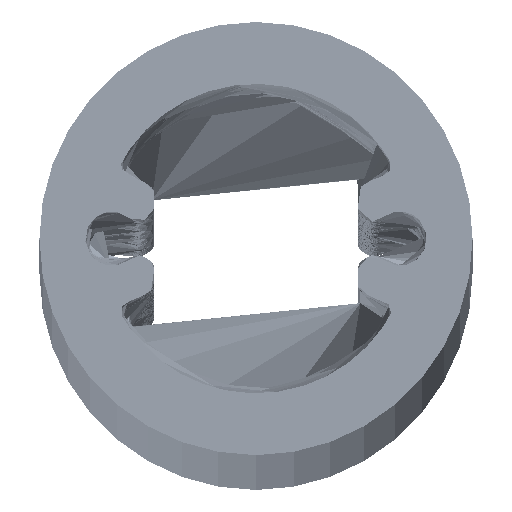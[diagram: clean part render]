
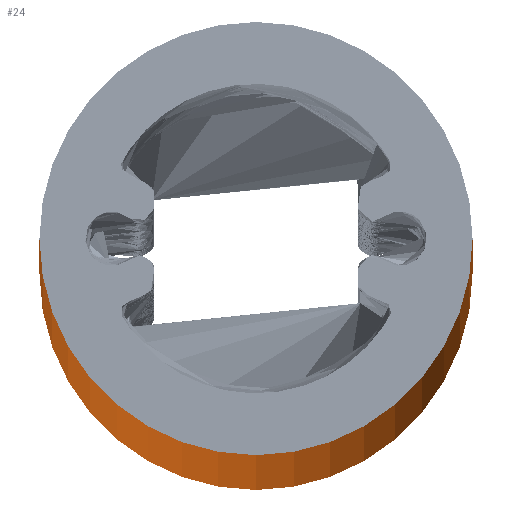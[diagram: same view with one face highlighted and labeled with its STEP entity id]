
A CAD part, top view. The second image highlights one B-rep face of the part: STEP entity #24.
In plain terms, the highlighted cylindrical face has radius 10.85 mm (diameter 21.7 mm), a partial arc.
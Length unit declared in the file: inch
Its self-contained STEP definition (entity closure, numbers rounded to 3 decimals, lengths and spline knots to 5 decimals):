
#10 = LINE ( 'NONE', #17, #700 ) ;
#17 = CARTESIAN_POINT ( 'NONE',  ( 0.42717, 0., 3.93701 ) ) ;
#24 = ADVANCED_FACE ( 'NONE', ( #319 ), #718, .T. ) ;
#42 = EDGE_CURVE ( 'NONE', #333, #263, #10, .T. ) ;
#55 = AXIS2_PLACEMENT_3D ( 'NONE', #787, #578, #384 ) ;
#84 = LINE ( 'NONE', #580, #551 ) ;
#192 = EDGE_LOOP ( 'NONE', ( #218, #851, #511, #231 ) ) ;
#202 = CIRCLE ( 'NONE', #568, 0.42717 ) ;
#218 = ORIENTED_EDGE ( 'NONE', *, *, #42, .F. ) ;
#231 = ORIENTED_EDGE ( 'NONE', *, *, #386, .T. ) ;
#263 = VERTEX_POINT ( 'NONE', #850 ) ;
#268 = DIRECTION ( 'NONE',  ( 0., 0., -1. ) ) ;
#272 = CARTESIAN_POINT ( 'NONE',  ( -0.42717, 0., 39.37008 ) ) ;
#276 = EDGE_CURVE ( 'NONE', #588, #380, #84, .T. ) ;
#319 = FACE_OUTER_BOUND ( 'NONE', #192, .T. ) ;
#322 = CARTESIAN_POINT ( 'NONE',  ( 0.42717, 0., 39.37008 ) ) ;
#325 = CARTESIAN_POINT ( 'NONE',  ( -0.42717, 0., 0. ) ) ;
#333 = VERTEX_POINT ( 'NONE', #322 ) ;
#340 = DIRECTION ( 'NONE',  ( 0., 0., -1. ) ) ;
#380 = VERTEX_POINT ( 'NONE', #325 ) ;
#384 = DIRECTION ( 'NONE',  ( -1., 0., 0. ) ) ;
#386 = EDGE_CURVE ( 'NONE', #380, #263, #202, .T. ) ;
#392 = DIRECTION ( 'NONE',  ( -1., 0., 0. ) ) ;
#400 = EDGE_CURVE ( 'NONE', #333, #588, #586, .T. ) ;
#446 = AXIS2_PLACEMENT_3D ( 'NONE', #863, #268, #392 ) ;
#511 = ORIENTED_EDGE ( 'NONE', *, *, #276, .T. ) ;
#551 = VECTOR ( 'NONE', #648, 39.37008 ) ;
#568 = AXIS2_PLACEMENT_3D ( 'NONE', #574, #779, #650 ) ;
#574 = CARTESIAN_POINT ( 'NONE',  ( 0., 0., 0. ) ) ;
#578 = DIRECTION ( 'NONE',  ( 0., 0., -1. ) ) ;
#580 = CARTESIAN_POINT ( 'NONE',  ( -0.42717, 0., 3.93701 ) ) ;
#586 = CIRCLE ( 'NONE', #55, 0.42717 ) ;
#588 = VERTEX_POINT ( 'NONE', #272 ) ;
#648 = DIRECTION ( 'NONE',  ( 0., 0., -1. ) ) ;
#650 = DIRECTION ( 'NONE',  ( -1., 0., 0. ) ) ;
#700 = VECTOR ( 'NONE', #340, 39.37008 ) ;
#718 = CYLINDRICAL_SURFACE ( 'NONE', #446, 0.42717 ) ;
#779 = DIRECTION ( 'NONE',  ( 0., 0., 1. ) ) ;
#787 = CARTESIAN_POINT ( 'NONE',  ( 0., 0., 39.37008 ) ) ;
#850 = CARTESIAN_POINT ( 'NONE',  ( 0.42717, 0., 0. ) ) ;
#851 = ORIENTED_EDGE ( 'NONE', *, *, #400, .T. ) ;
#863 = CARTESIAN_POINT ( 'NONE',  ( 0., 0., 3.93701 ) ) ;
